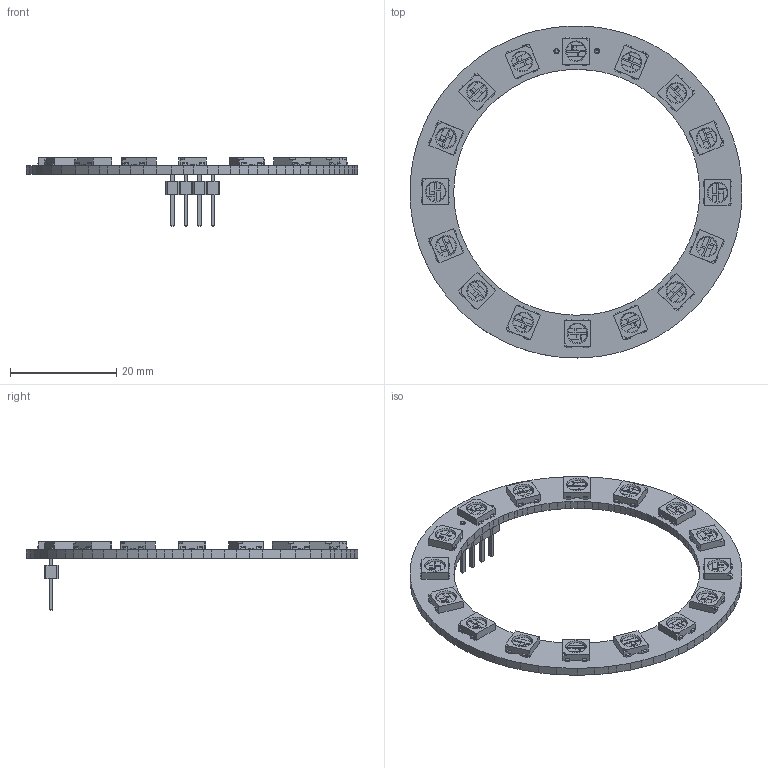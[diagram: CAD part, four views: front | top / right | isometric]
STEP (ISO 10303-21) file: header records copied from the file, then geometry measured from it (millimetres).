
FILE_DESCRIPTION(('KiCad electronic assembly'),'2;1');
FILE_NAME('WS2812B-16_LED-RING-flip.step','2018-10-11T01:58:47',( 'An Author'),('A Company'),'Open CASCADE STEP processor 6.8', 'KiCad to STEP converter','Unknown');
FILE_SCHEMA(('AUTOMOTIVE_DESIGN_CC2 { 1 2 10303 214 -1 1 5 4 }'));
Length unit declared in the file: millimetre
Products named in the file (6): Open CASCADE STEP translator 6.8 1; WS2812_RGB_LED_updated; SOLID; Pin_Header_Straight_1x04_Pitch2.54mm; COMPOUND
Assembly tree (20 placements, depth 3):
  Open CASCADE STEP translator 6.8 1
    WS2812_RGB_LED_updated  x16
      SOLID
    Pin_Header_Straight_1x04_Pitch2.54mm
      SOLID
    COMPOUND
Bounding box: 62.62 x 62.62 x 12.97 mm (x, y, z)
Volume: 2830.1 mm3; surface area: 4961.2 mm2
Topology: 18 solids, 18 shells, 1218 faces, 3618 edges, 2476 vertices
Faces by surface type: plane 990, cylinder 212, cone 16
Full cylindrical faces by diameter (mm): 1 x4, 1.146 x16
Entity records: 26530 total; most frequent: CARTESIAN_POINT 5607, DIRECTION 3628, LINE 2754, VECTOR 2754, ORIENTED_EDGE 1956, PCURVE 1956, DEFINITIONAL_REPRESENTATION 1956, EDGE_CURVE 978
